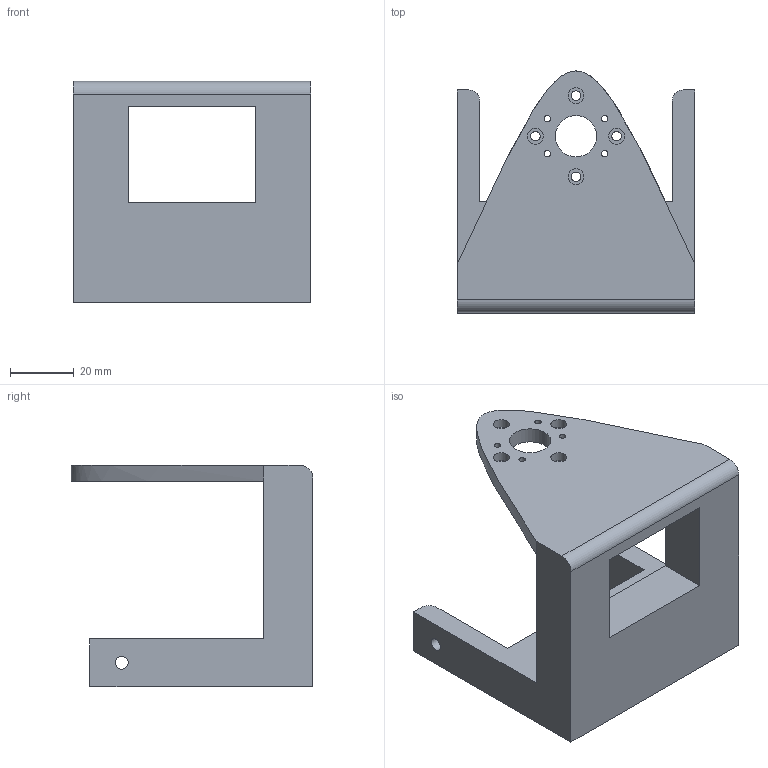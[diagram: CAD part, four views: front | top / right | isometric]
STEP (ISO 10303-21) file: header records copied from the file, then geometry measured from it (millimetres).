
FILE_DESCRIPTION(/* description */ (''),/* implementation_level */ '2;1');
FILE_NAME(/* name */ 'Base Motor Brackey_v5.step',/* time_stamp */ '2023-12-13T12:02:39-06:00',/* author */ (''),/* organization */ (''),/* preprocessor_version */ 'ST-DEVELOPER v20',/* originating_system */ 'Autodesk Translation Framework v12.14.0.127',/* authorisation */ '');
FILE_SCHEMA (('AUTOMOTIVE_DESIGN { 1 0 10303 214 3 1 1 }'));
Length unit declared in the file: millimetre
Products named in the file (1): Base Motor Brackey
Bounding box: 74.46 x 75.88 x 69.5 mm (x, y, z)
Volume: 102031.1 mm3; surface area: 27208.7 mm2
Topology: 1 solids, 1 shells, 42 faces, 107 edges, 70 vertices
Faces by surface type: plane 21, cylinder 20, bspline 1
Full cylindrical faces by diameter (mm): 2 x4, 3 x4, 4 x2, 5 x5, 13 x1
Entity records: 1363 total; most frequent: DIRECTION 229, CARTESIAN_POINT 229, ORIENTED_EDGE 214, EDGE_CURVE 107, AXIS2_PLACEMENT_3D 82, EDGE_LOOP 71, VERTEX_POINT 70, LINE 65
